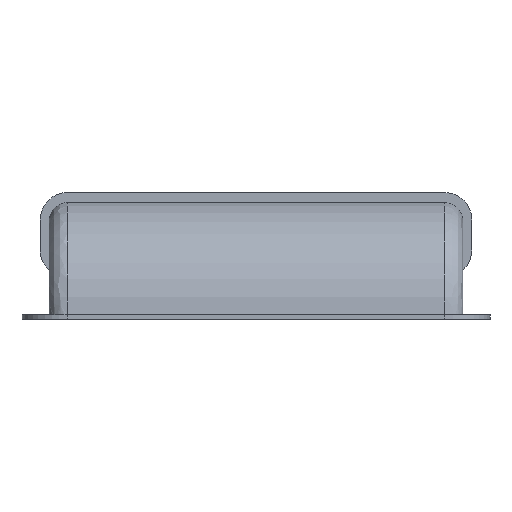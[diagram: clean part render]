
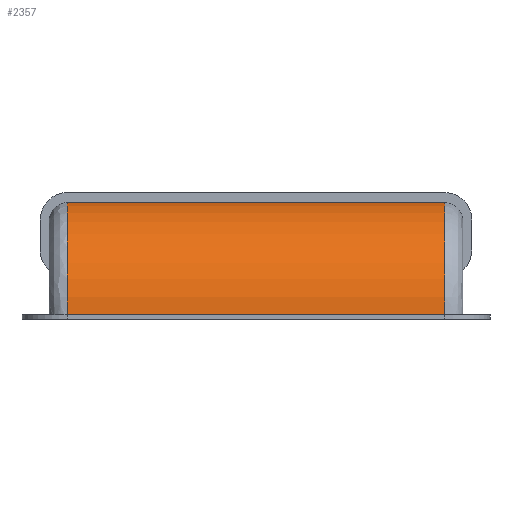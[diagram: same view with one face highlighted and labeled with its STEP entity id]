
A CAD part, top view. The second image highlights one B-rep face of the part: STEP entity #2357.
In plain terms, the highlighted cylindrical face has radius 75 mm (diameter 150 mm), a partial arc.
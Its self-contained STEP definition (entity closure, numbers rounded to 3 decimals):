
#23 = EDGE_CURVE ( 'NONE', #6045, #8190, #4794, .T. ) ;
#585 = DIRECTION ( 'NONE',  ( 0., 0., 1. ) ) ;
#800 = DIRECTION ( 'NONE',  ( -1., 0., 0. ) ) ;
#861 = AXIS2_PLACEMENT_3D ( 'NONE', #6521, #800, #11481 ) ;
#1031 = EDGE_CURVE ( 'NONE', #8190, #7567, #15053, .T. ) ;
#1515 = LINE ( 'NONE', #6154, #7114 ) ;
#2357 = ADVANCED_FACE ( 'NONE', ( #10648 ), #4601, .T. ) ;
#2896 = CARTESIAN_POINT ( 'NONE',  ( 0., 77.33, -63.226 ) ) ;
#3159 = VECTOR ( 'NONE', #4289, 1000. ) ;
#3561 = CARTESIAN_POINT ( 'NONE',  ( -125., 3., 1.774 ) ) ;
#4289 = DIRECTION ( 'NONE',  ( -1., 0., 0. ) ) ;
#4443 = CARTESIAN_POINT ( 'NONE',  ( 0., 3., -73.226 ) ) ;
#4601 = CYLINDRICAL_SURFACE ( 'NONE', #15336, 75. ) ;
#4687 = DIRECTION ( 'NONE',  ( 0., 0., 1. ) ) ;
#4794 = CIRCLE ( 'NONE', #13589, 75. ) ;
#5627 = DIRECTION ( 'NONE',  ( -1., 0., 0. ) ) ;
#5636 = ORIENTED_EDGE ( 'NONE', *, *, #1031, .T. ) ;
#5888 = CARTESIAN_POINT ( 'NONE',  ( 125., 77.33, -63.226 ) ) ;
#6045 = VERTEX_POINT ( 'NONE', #8576 ) ;
#6154 = CARTESIAN_POINT ( 'NONE',  ( 125., 3., 1.774 ) ) ;
#6385 = DIRECTION ( 'NONE',  ( -1., 0., 0. ) ) ;
#6521 = CARTESIAN_POINT ( 'NONE',  ( -125., 3., -73.226 ) ) ;
#6526 = CARTESIAN_POINT ( 'NONE',  ( 125., 3., -73.226 ) ) ;
#7101 = DIRECTION ( 'NONE',  ( 1., 0., 0. ) ) ;
#7114 = VECTOR ( 'NONE', #7101, 1000. ) ;
#7567 = VERTEX_POINT ( 'NONE', #10255 ) ;
#8190 = VERTEX_POINT ( 'NONE', #5888 ) ;
#8290 = ORIENTED_EDGE ( 'NONE', *, *, #11363, .F. ) ;
#8576 = CARTESIAN_POINT ( 'NONE',  ( 125., 3., 1.774 ) ) ;
#10246 = ORIENTED_EDGE ( 'NONE', *, *, #11175, .T. ) ;
#10255 = CARTESIAN_POINT ( 'NONE',  ( -125., 77.33, -63.226 ) ) ;
#10648 = FACE_OUTER_BOUND ( 'NONE', #11773, .T. ) ;
#11175 = EDGE_CURVE ( 'NONE', #12382, #6045, #1515, .T. ) ;
#11363 = EDGE_CURVE ( 'NONE', #12382, #7567, #13397, .T. ) ;
#11481 = DIRECTION ( 'NONE',  ( 0., 0., 1. ) ) ;
#11773 = EDGE_LOOP ( 'NONE', ( #12149, #5636, #8290, #10246 ) ) ;
#12149 = ORIENTED_EDGE ( 'NONE', *, *, #23, .T. ) ;
#12382 = VERTEX_POINT ( 'NONE', #3561 ) ;
#13397 = CIRCLE ( 'NONE', #861, 75. ) ;
#13589 = AXIS2_PLACEMENT_3D ( 'NONE', #6526, #6385, #585 ) ;
#15053 = LINE ( 'NONE', #2896, #3159 ) ;
#15336 = AXIS2_PLACEMENT_3D ( 'NONE', #4443, #5627, #4687 ) ;
